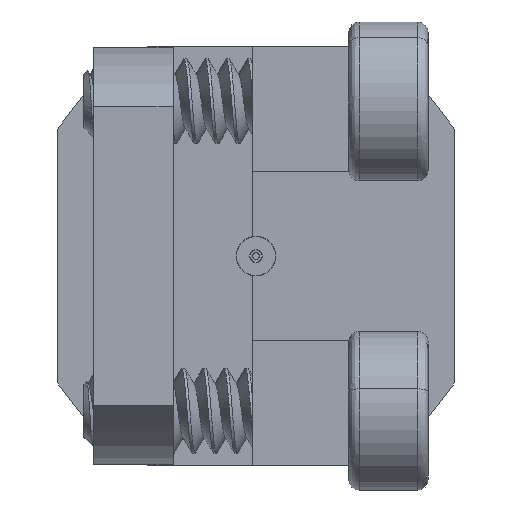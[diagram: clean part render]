
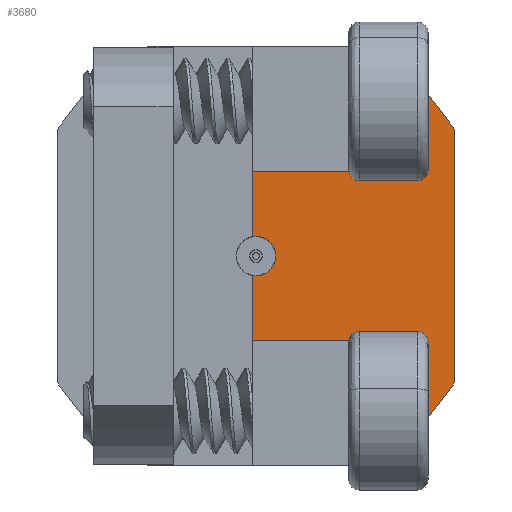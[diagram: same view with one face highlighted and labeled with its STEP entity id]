
A CAD part, left-side view. The second image highlights one B-rep face of the part: STEP entity #3680.
In plain terms, the highlighted face is planar.
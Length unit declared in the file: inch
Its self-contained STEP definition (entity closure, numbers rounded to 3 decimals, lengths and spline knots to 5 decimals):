
#59 = VECTOR ( 'NONE', #3839, 39.37008 ) ;
#104 = LINE ( 'NONE', #2188, #1214 ) ;
#150 = DIRECTION ( 'NONE',  ( 0., 0., 1. ) ) ;
#249 = CARTESIAN_POINT ( 'NONE',  ( 0.50707, 0.0689, -0.15551 ) ) ;
#272 = CARTESIAN_POINT ( 'NONE',  ( 0.50707, -0.00256, 0.01454 ) ) ;
#378 = ORIENTED_EDGE ( 'NONE', *, *, #761, .T. ) ;
#396 = DIRECTION ( 'NONE',  ( 0., 1., 0. ) ) ;
#473 = DIRECTION ( 'NONE',  ( 1., 0., 0. ) ) ;
#519 = CARTESIAN_POINT ( 'NONE',  ( 0.50707, 0.14764, -0.15551 ) ) ;
#553 = AXIS2_PLACEMENT_3D ( 'NONE', #2861, #4418, #4841 ) ;
#624 = ORIENTED_EDGE ( 'NONE', *, *, #802, .F. ) ;
#656 = ORIENTED_EDGE ( 'NONE', *, *, #4397, .F. ) ;
#688 = EDGE_CURVE ( 'NONE', #776, #3747, #1230, .T. ) ;
#698 = EDGE_LOOP ( 'NONE', ( #6129, #4505, #2854, #2095, #3886, #5733, #1557, #3852, #624, #1245, #656, #378, #4520 ) ) ;
#745 = CARTESIAN_POINT ( 'NONE',  ( 0.50707, 0., 0. ) ) ;
#761 = EDGE_CURVE ( 'NONE', #2306, #3666, #4212, .T. ) ;
#776 = VERTEX_POINT ( 'NONE', #249 ) ;
#802 = EDGE_CURVE ( 'NONE', #5554, #3187, #5044, .T. ) ;
#833 = EDGE_CURVE ( 'NONE', #4590, #3666, #3997, .T. ) ;
#1045 = CARTESIAN_POINT ( 'NONE',  ( 0.50707, 0.19469, 0.06299 ) ) ;
#1205 = VERTEX_POINT ( 'NONE', #5175 ) ;
#1214 = VECTOR ( 'NONE', #6168, 39.37008 ) ;
#1230 = LINE ( 'NONE', #4668, #5371 ) ;
#1245 = ORIENTED_EDGE ( 'NONE', *, *, #1732, .F. ) ;
#1264 = CARTESIAN_POINT ( 'NONE',  ( 0.50707, 0.0689, -0.06299 ) ) ;
#1335 = CARTESIAN_POINT ( 'NONE',  ( 0.50707, 0.0689, 0.06299 ) ) ;
#1379 = EDGE_CURVE ( 'NONE', #2303, #5216, #4023, .T. ) ;
#1408 = DIRECTION ( 'NONE',  ( 1., 0., 0. ) ) ;
#1436 = CARTESIAN_POINT ( 'NONE',  ( 0.50707, 0.01476, 0. ) ) ;
#1439 = VERTEX_POINT ( 'NONE', #3488 ) ;
#1473 = VECTOR ( 'NONE', #2542, 39.37008 ) ;
#1557 = ORIENTED_EDGE ( 'NONE', *, *, #3440, .F. ) ;
#1597 = CIRCLE ( 'NONE', #3289, 0.1752 ) ;
#1648 = CARTESIAN_POINT ( 'NONE',  ( 0.50707, 0.14764, 0.09432 ) ) ;
#1732 = EDGE_CURVE ( 'NONE', #2630, #5554, #1597, .T. ) ;
#1785 = LINE ( 'NONE', #3896, #59 ) ;
#1919 = LINE ( 'NONE', #4308, #6051 ) ;
#2036 = EDGE_CURVE ( 'NONE', #2389, #1205, #5617, .T. ) ;
#2095 = ORIENTED_EDGE ( 'NONE', *, *, #2036, .F. ) ;
#2188 = CARTESIAN_POINT ( 'NONE',  ( 0.50707, -0.00256, -0.3622 ) ) ;
#2189 = EDGE_CURVE ( 'NONE', #3187, #1439, #6099, .T. ) ;
#2303 = VERTEX_POINT ( 'NONE', #1436 ) ;
#2306 = VERTEX_POINT ( 'NONE', #2309 ) ;
#2309 = CARTESIAN_POINT ( 'NONE',  ( 0.50707, 0.0689, 0.15551 ) ) ;
#2389 = VERTEX_POINT ( 'NONE', #4114 ) ;
#2531 = VECTOR ( 'NONE', #6210, 39.37008 ) ;
#2542 = DIRECTION ( 'NONE',  ( 0., 0., -1. ) ) ;
#2630 = VERTEX_POINT ( 'NONE', #6032 ) ;
#2730 = DIRECTION ( 'NONE',  ( -1., 0., 0. ) ) ;
#2755 = CARTESIAN_POINT ( 'NONE',  ( 0.50707, 0.0689, -0.3622 ) ) ;
#2831 = PLANE ( 'NONE',  #553 ) ;
#2854 = ORIENTED_EDGE ( 'NONE', *, *, #6491, .F. ) ;
#2861 = CARTESIAN_POINT ( 'NONE',  ( 0.50707, 0.19469, -0.3622 ) ) ;
#2864 = AXIS2_PLACEMENT_3D ( 'NONE', #3545, #473, #3576 ) ;
#3065 = DIRECTION ( 'NONE',  ( 0., 1., 0. ) ) ;
#3187 = VERTEX_POINT ( 'NONE', #5701 ) ;
#3200 = CARTESIAN_POINT ( 'NONE',  ( 0.50707, 0., 0. ) ) ;
#3289 = AXIS2_PLACEMENT_3D ( 'NONE', #745, #2730, #4743 ) ;
#3440 = EDGE_CURVE ( 'NONE', #1439, #776, #5013, .T. ) ;
#3488 = CARTESIAN_POINT ( 'NONE',  ( 0.50707, 0.08068, -0.15551 ) ) ;
#3501 = CARTESIAN_POINT ( 'NONE',  ( 0.50707, -0.00256, 0.06299 ) ) ;
#3545 = CARTESIAN_POINT ( 'NONE',  ( 0.50707, 0., 0. ) ) ;
#3576 = DIRECTION ( 'NONE',  ( 0., -1., 0. ) ) ;
#3666 = VERTEX_POINT ( 'NONE', #1335 ) ;
#3680 = ADVANCED_FACE ( 'NONE', ( #4388 ), #2831, .F. ) ;
#3727 = DIRECTION ( 'NONE',  ( 0., -1., 0. ) ) ;
#3747 = VERTEX_POINT ( 'NONE', #1264 ) ;
#3839 = DIRECTION ( 'NONE',  ( 0., -1., 0. ) ) ;
#3852 = ORIENTED_EDGE ( 'NONE', *, *, #2189, .F. ) ;
#3886 = ORIENTED_EDGE ( 'NONE', *, *, #4794, .F. ) ;
#3896 = CARTESIAN_POINT ( 'NONE',  ( 0.50707, 0.19469, -0.06299 ) ) ;
#3921 = AXIS2_PLACEMENT_3D ( 'NONE', #5861, #1408, #6329 ) ;
#3997 = LINE ( 'NONE', #1045, #5162 ) ;
#4023 = CIRCLE ( 'NONE', #3921, 0.01476 ) ;
#4024 = CARTESIAN_POINT ( 'NONE',  ( 0.50707, 0.14764, -0.15551 ) ) ;
#4114 = CARTESIAN_POINT ( 'NONE',  ( 0.50707, -0.00256, -0.06299 ) ) ;
#4142 = DIRECTION ( 'NONE',  ( 0., 0., 1. ) ) ;
#4212 = LINE ( 'NONE', #2755, #2531 ) ;
#4217 = VECTOR ( 'NONE', #4142, 39.37008 ) ;
#4308 = CARTESIAN_POINT ( 'NONE',  ( 0.50707, 0.19469, 0.15551 ) ) ;
#4388 = FACE_OUTER_BOUND ( 'NONE', #698, .T. ) ;
#4397 = EDGE_CURVE ( 'NONE', #2306, #2630, #1919, .T. ) ;
#4418 = DIRECTION ( 'NONE',  ( -1., 0., 0. ) ) ;
#4463 = VECTOR ( 'NONE', #5632, 39.37008 ) ;
#4505 = ORIENTED_EDGE ( 'NONE', *, *, #1379, .F. ) ;
#4520 = ORIENTED_EDGE ( 'NONE', *, *, #833, .F. ) ;
#4590 = VERTEX_POINT ( 'NONE', #3501 ) ;
#4668 = CARTESIAN_POINT ( 'NONE',  ( 0.50707, 0.0689, -0.3622 ) ) ;
#4720 = EDGE_CURVE ( 'NONE', #4590, #5216, #104, .T. ) ;
#4743 = DIRECTION ( 'NONE',  ( 0., -1., 0. ) ) ;
#4779 = DIRECTION ( 'NONE',  ( -1., 0., 0. ) ) ;
#4794 = EDGE_CURVE ( 'NONE', #3747, #2389, #1785, .T. ) ;
#4841 = DIRECTION ( 'NONE',  ( 0., 0., 1. ) ) ;
#5013 = LINE ( 'NONE', #4024, #4463 ) ;
#5044 = LINE ( 'NONE', #519, #1473 ) ;
#5162 = VECTOR ( 'NONE', #3065, 39.37008 ) ;
#5175 = CARTESIAN_POINT ( 'NONE',  ( 0.50707, -0.00256, -0.01454 ) ) ;
#5216 = VERTEX_POINT ( 'NONE', #272 ) ;
#5266 = AXIS2_PLACEMENT_3D ( 'NONE', #3200, #4779, #3727 ) ;
#5371 = VECTOR ( 'NONE', #150, 39.37008 ) ;
#5554 = VERTEX_POINT ( 'NONE', #1648 ) ;
#5617 = LINE ( 'NONE', #5648, #4217 ) ;
#5632 = DIRECTION ( 'NONE',  ( 0., -1., 0. ) ) ;
#5648 = CARTESIAN_POINT ( 'NONE',  ( 0.50707, -0.00256, -0.3622 ) ) ;
#5701 = CARTESIAN_POINT ( 'NONE',  ( 0.50707, 0.14764, -0.09432 ) ) ;
#5709 = CIRCLE ( 'NONE', #2864, 0.01476 ) ;
#5733 = ORIENTED_EDGE ( 'NONE', *, *, #688, .F. ) ;
#5861 = CARTESIAN_POINT ( 'NONE',  ( 0.50707, 0., 0. ) ) ;
#6032 = CARTESIAN_POINT ( 'NONE',  ( 0.50707, 0.08068, 0.15551 ) ) ;
#6051 = VECTOR ( 'NONE', #396, 39.37008 ) ;
#6099 = CIRCLE ( 'NONE', #5266, 0.1752 ) ;
#6129 = ORIENTED_EDGE ( 'NONE', *, *, #4720, .T. ) ;
#6168 = DIRECTION ( 'NONE',  ( 0., 0., -1. ) ) ;
#6210 = DIRECTION ( 'NONE',  ( 0., 0., -1. ) ) ;
#6329 = DIRECTION ( 'NONE',  ( 0., -1., 0. ) ) ;
#6491 = EDGE_CURVE ( 'NONE', #1205, #2303, #5709, .T. ) ;
